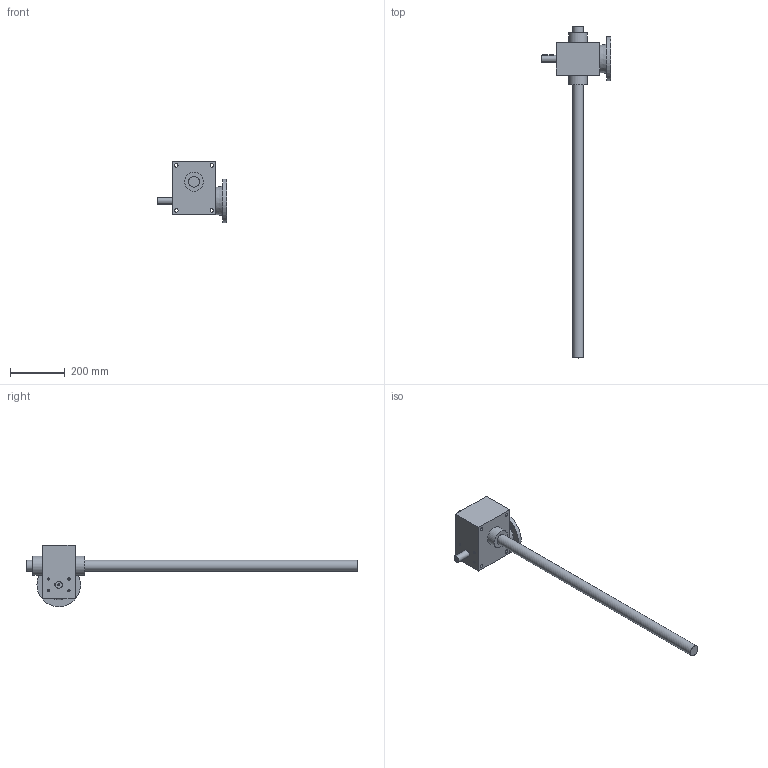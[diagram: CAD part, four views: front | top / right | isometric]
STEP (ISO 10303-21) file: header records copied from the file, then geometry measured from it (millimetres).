
FILE_DESCRIPTION( ( 'STEP AP214' ), ' ' );
FILE_NAME( 'XTP407_MBD_71_B5_R.1_5_C.1000_-_-_-_-_-_-_-.stp', '2017-08-20T14:40:37', ( '' ), ( '' ), ' ', 'PARTsolutions', ' ' );
FILE_SCHEMA( ( 'AUTOMOTIVE_DESIGN { 1 0 10303 214 1 1 1 1 }' ) );
Length unit declared in the file: millimetre
Products named in the file (5): XTP407_MBD_71/B5_R.1/5_C.1000_-_-_-_-_-_-_-; _XTP407_4_1000_1_1_1_1_11-1; _XTP407-2; _TP407_1000_1_1_11-3; _407_3-fl
Assembly tree (4 placements, depth 2):
  XTP407_MBD_71/B5_R.1/5_C.1000_-_-_-_-_-_-_-
    _XTP407_4_1000_1_1_1_1_11-1
    _XTP407-2
    _TP407_1000_1_1_11-3
    _407_3-fl
Bounding box: 255 x 1215 x 225 mm (x, y, z)
Volume: 5786178.2 mm3; surface area: 433849.3 mm2
Topology: 4 solids, 4 shells, 154 faces, 386 edges, 255 vertices
Faces by surface type: plane 89, cylinder 52, cone 13
Full cylindrical faces by diameter (mm): 6.647 x5, 9 x4, 13 x4, 25 x2, 33 x1, 40 x2, 69 x2, 110 x1, 160 x1
Entity records: 5780 total; most frequent: CARTESIAN_POINT 816, DIRECTION 768, ORIENTED_EDGE 682, EDGE_CURVE 341, AXIS2_PLACEMENT_3D 270, VERTEX_POINT 250, LINE 228, VECTOR 228
